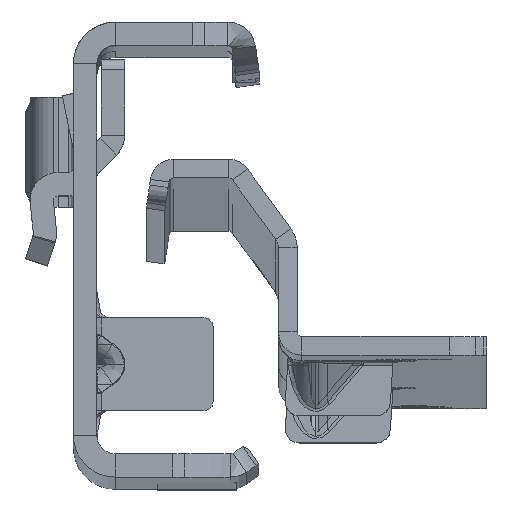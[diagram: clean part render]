
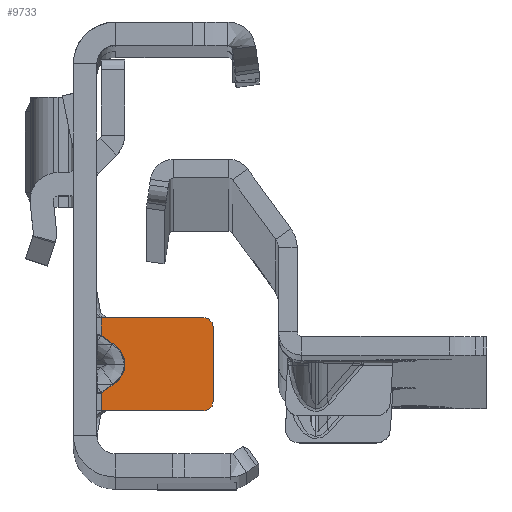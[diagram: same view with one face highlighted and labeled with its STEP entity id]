
A CAD part, top view. The second image highlights one B-rep face of the part: STEP entity #9733.
In plain terms, the highlighted planar face has unit normal (0, 0, 1).
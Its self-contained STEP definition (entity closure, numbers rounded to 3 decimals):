
#62 = DIRECTION ( 'NONE',  ( 0.816, 0.577, 0. ) ) ;
#638 = CARTESIAN_POINT ( 'NONE',  ( 0.708, -5.6, -741.5 ) ) ;
#804 = VECTOR ( 'NONE', #62, 1000. ) ;
#1221 = CARTESIAN_POINT ( 'NONE',  ( 11.5, -14.6, -741.5 ) ) ;
#1248 = DIRECTION ( 'NONE',  ( 1., 0., 0. ) ) ;
#1286 = CIRCLE ( 'NONE', #15327, 1. ) ;
#1360 = EDGE_CURVE ( 'NONE', #17229, #7052, #11659, .T. ) ;
#1580 = VECTOR ( 'NONE', #5736, 1000. ) ;
#1848 = VERTEX_POINT ( 'NONE', #14435 ) ;
#1994 = DIRECTION ( 'NONE',  ( 0., 1., 0. ) ) ;
#2381 = LINE ( 'NONE', #11140, #14767 ) ;
#2519 = CARTESIAN_POINT ( 'NONE',  ( 1.367, -8.131, -741.5 ) ) ;
#2541 = VERTEX_POINT ( 'NONE', #13715 ) ;
#2880 = PLANE ( 'NONE',  #7477 ) ;
#3001 = ORIENTED_EDGE ( 'NONE', *, *, #6125, .T. ) ;
#3038 = LINE ( 'NONE', #13237, #10860 ) ;
#3640 = VERTEX_POINT ( 'NONE', #638 ) ;
#4092 = VERTEX_POINT ( 'NONE', #8338 ) ;
#4528 = LINE ( 'NONE', #16190, #7057 ) ;
#4827 = DIRECTION ( 'NONE',  ( 0., 1., 0. ) ) ;
#4946 = CARTESIAN_POINT ( 'NONE',  ( 0.5, -13.681, -741.5 ) ) ;
#5086 = EDGE_CURVE ( 'NONE', #3640, #2541, #10934, .T. ) ;
#5736 = DIRECTION ( 'NONE',  ( 1., 0., 0. ) ) ;
#5788 = VERTEX_POINT ( 'NONE', #11934 ) ;
#5881 = EDGE_CURVE ( 'NONE', #14434, #1848, #1286, .T. ) ;
#5918 = CARTESIAN_POINT ( 'NONE',  ( -1.826, -15.6, -741.5 ) ) ;
#6041 = CARTESIAN_POINT ( 'NONE',  ( 3.573, -9.692, -741.5 ) ) ;
#6125 = EDGE_CURVE ( 'NONE', #15273, #14434, #4528, .T. ) ;
#6252 = EDGE_CURVE ( 'NONE', #16095, #4092, #12165, .T. ) ;
#6339 = EDGE_CURVE ( 'NONE', #4092, #2541, #14240, .T. ) ;
#6474 = EDGE_CURVE ( 'NONE', #7290, #16095, #18459, .T. ) ;
#6566 = CARTESIAN_POINT ( 'NONE',  ( 1.757, -8.408, -741.5 ) ) ;
#6764 = EDGE_CURVE ( 'NONE', #5788, #17229, #10212, .T. ) ;
#6989 = EDGE_CURVE ( 'NONE', #7052, #15273, #13148, .T. ) ;
#7050 = DIRECTION ( 'NONE',  ( 0., 1., 0. ) ) ;
#7052 = VERTEX_POINT ( 'NONE', #13125 ) ;
#7057 = VECTOR ( 'NONE', #4827, 1000. ) ;
#7290 = VERTEX_POINT ( 'NONE', #11332 ) ;
#7477 = AXIS2_PLACEMENT_3D ( 'NONE', #8689, #14517, #9844 ) ;
#7552 = ORIENTED_EDGE ( 'NONE', *, *, #14178, .T. ) ;
#8338 = CARTESIAN_POINT ( 'NONE',  ( 0.5, -7.519, -741.5 ) ) ;
#8674 = CARTESIAN_POINT ( 'NONE',  ( -1.826, -15.6, -741.5 ) ) ;
#8689 = CARTESIAN_POINT ( 'NONE',  ( -7.326, 22.3, -741.5 ) ) ;
#8698 = CARTESIAN_POINT ( 'NONE',  ( 1.757, -12.792, -741.5 ) ) ;
#9248 = DIRECTION ( 'NONE',  ( -1., 0., 0. ) ) ;
#9464 = ORIENTED_EDGE ( 'NONE', *, *, #17138, .F. ) ;
#9690 = CARTESIAN_POINT ( 'NONE',  ( 11.5, -6.6, -741.5 ) ) ;
#9733 = ADVANCED_FACE ( 'NONE', ( #17399 ), #2880, .F. ) ;
#9844 = DIRECTION ( 'NONE',  ( 0., 1., 0. ) ) ;
#10045 = CARTESIAN_POINT ( 'NONE',  ( 0.5, 22.3, -741.5 ) ) ;
#10212 = LINE ( 'NONE', #8674, #1580 ) ;
#10337 = ORIENTED_EDGE ( 'NONE', *, *, #6764, .T. ) ;
#10753 = ORIENTED_EDGE ( 'NONE', *, *, #13089, .F. ) ;
#10860 = VECTOR ( 'NONE', #1994, 1000. ) ;
#10934 = LINE ( 'NONE', #12163, #16551 ) ;
#10956 = DIRECTION ( 'NONE',  ( 0., 0., 1. ) ) ;
#11140 = CARTESIAN_POINT ( 'NONE',  ( -1.826, -5.6, -741.5 ) ) ;
#11332 = CARTESIAN_POINT ( 'NONE',  ( 1.757, -12.792, -741.5 ) ) ;
#11413 = ORIENTED_EDGE ( 'NONE', *, *, #5086, .T. ) ;
#11659 = LINE ( 'NONE', #5918, #16188 ) ;
#11713 = EDGE_LOOP ( 'NONE', ( #14324, #14049, #10753, #9464, #10337, #18578, #17470, #3001, #18291, #7552, #11413, #16592 ) ) ;
#11934 = CARTESIAN_POINT ( 'NONE',  ( 0.5, -15.6, -741.5 ) ) ;
#12163 = CARTESIAN_POINT ( 'NONE',  ( -1.826, -5.6, -741.5 ) ) ;
#12165 = LINE ( 'NONE', #2519, #14973 ) ;
#13089 = EDGE_CURVE ( 'NONE', #13120, #7290, #17547, .T. ) ;
#13120 = VERTEX_POINT ( 'NONE', #4946 ) ;
#13125 = CARTESIAN_POINT ( 'NONE',  ( 11.5, -15.6, -741.5 ) ) ;
#13148 = CIRCLE ( 'NONE', #15326, 1. ) ;
#13237 = CARTESIAN_POINT ( 'NONE',  ( 0.5, 22.3, -741.5 ) ) ;
#13715 = CARTESIAN_POINT ( 'NONE',  ( 0.5, -5.6, -741.5 ) ) ;
#13857 = DIRECTION ( 'NONE',  ( -1., 0., 0. ) ) ;
#14049 = ORIENTED_EDGE ( 'NONE', *, *, #6474, .F. ) ;
#14178 = EDGE_CURVE ( 'NONE', #1848, #3640, #2381, .T. ) ;
#14240 = LINE ( 'NONE', #10045, #17119 ) ;
#14324 = ORIENTED_EDGE ( 'NONE', *, *, #6252, .F. ) ;
#14434 = VERTEX_POINT ( 'NONE', #17313 ) ;
#14435 = CARTESIAN_POINT ( 'NONE',  ( 11.5, -5.6, -741.5 ) ) ;
#14517 = DIRECTION ( 'NONE',  ( 0., 0., -1. ) ) ;
#14577 = CARTESIAN_POINT ( 'NONE',  ( 2.624, -12.179, -741.5 ) ) ;
#14767 = VECTOR ( 'NONE', #9248, 1000. ) ;
#14918 = CARTESIAN_POINT ( 'NONE',  ( 1.757, -8.408, -741.5 ) ) ;
#14973 = VECTOR ( 'NONE', #15698, 1000. ) ;
#14975 = CARTESIAN_POINT ( 'NONE',  ( 0.708, -15.6, -741.5 ) ) ;
#15273 = VERTEX_POINT ( 'NONE', #16475 ) ;
#15326 = AXIS2_PLACEMENT_3D ( 'NONE', #1221, #18428, #7050 ) ;
#15327 = AXIS2_PLACEMENT_3D ( 'NONE', #9690, #10956, #18401 ) ;
#15698 = DIRECTION ( 'NONE',  ( -0.816, 0.577, 0. ) ) ;
#15974 = CARTESIAN_POINT ( 'NONE',  ( 3.573, -11.508, -741.5 ) ) ;
#16095 = VERTEX_POINT ( 'NONE', #6566 ) ;
#16188 = VECTOR ( 'NONE', #1248, 1000. ) ;
#16190 = CARTESIAN_POINT ( 'NONE',  ( 12.5, -6.6, -741.5 ) ) ;
#16475 = CARTESIAN_POINT ( 'NONE',  ( 12.5, -14.6, -741.5 ) ) ;
#16551 = VECTOR ( 'NONE', #13857, 1000. ) ;
#16592 = ORIENTED_EDGE ( 'NONE', *, *, #6339, .F. ) ;
#17029 = DIRECTION ( 'NONE',  ( 0., 1., 0. ) ) ;
#17119 = VECTOR ( 'NONE', #17029, 1000. ) ;
#17138 = EDGE_CURVE ( 'NONE', #5788, #13120, #3038, .T. ) ;
#17229 = VERTEX_POINT ( 'NONE', #14975 ) ;
#17313 = CARTESIAN_POINT ( 'NONE',  ( 12.5, -6.6, -741.5 ) ) ;
#17399 = FACE_OUTER_BOUND ( 'NONE', #11713, .T. ) ;
#17470 = ORIENTED_EDGE ( 'NONE', *, *, #6989, .T. ) ;
#17547 = LINE ( 'NONE', #14577, #804 ) ;
#18291 = ORIENTED_EDGE ( 'NONE', *, *, #5881, .T. ) ;
#18401 = DIRECTION ( 'NONE',  ( 0., -1., 0. ) ) ;
#18428 = DIRECTION ( 'NONE',  ( 0., 0., 1. ) ) ;
#18459 =( BOUNDED_CURVE ( )  B_SPLINE_CURVE ( 3, ( #8698, #15974, #6041, #14918 ),
 .UNSPECIFIED., .F., .F. ) 
 B_SPLINE_CURVE_WITH_KNOTS ( ( 4, 4 ),
 ( 2.356, 3.927 ),
 .UNSPECIFIED. ) 
 CURVE ( )  GEOMETRIC_REPRESENTATION_ITEM ( )  RATIONAL_B_SPLINE_CURVE ( ( 1., 0.805, 0.805, 1. ) ) 
 REPRESENTATION_ITEM ( '' )  );
#18578 = ORIENTED_EDGE ( 'NONE', *, *, #1360, .T. ) ;
